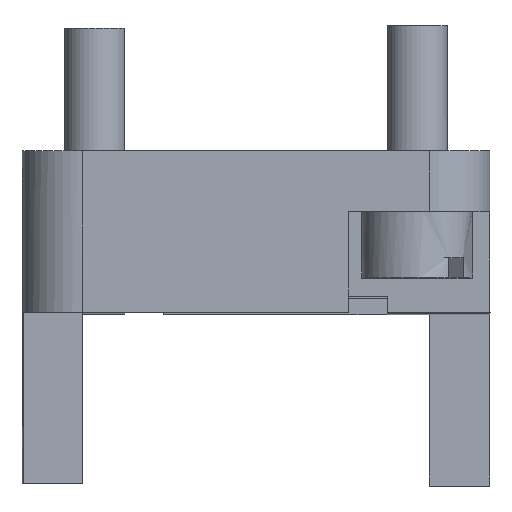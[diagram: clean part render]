
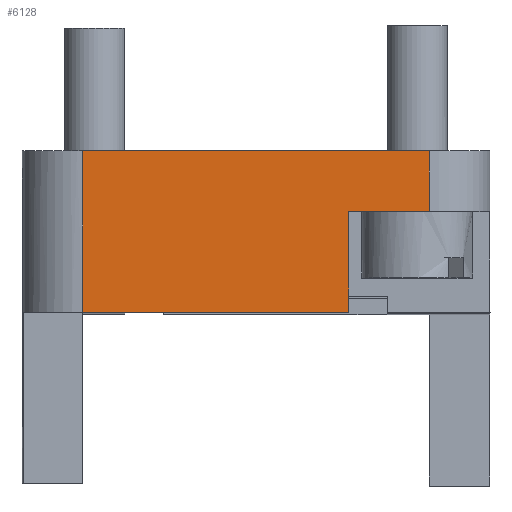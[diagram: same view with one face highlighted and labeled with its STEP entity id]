
A CAD part, top view. The second image highlights one B-rep face of the part: STEP entity #6128.
In plain terms, the highlighted free-form (B-spline) face has degree [1, 1] with [2, 2] control points.
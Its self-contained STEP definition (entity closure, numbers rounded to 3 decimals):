
#5476=CARTESIAN_POINT('V276',(-8.599,0.,
   36.701));
#5477=VERTEX_POINT('V276',#5476);
#5491=CARTESIAN_POINT('V302',(8.601,0.,
   36.701));
#5492=VERTEX_POINT('V302',#5491);
#5493=CARTESIAN_POINT('E439',(-8.599,0.,
   36.701));
#5494=CARTESIAN_POINT('E439',(8.601,0.,
   36.701));
#5495=QUASI_UNIFORM_CURVE('E439',1,(#5493,#5494),.POLYLINE_FORM.,.F.,
   .U.);
#5496=EDGE_CURVE('E439',#5477,#5492,#5495,.T.);
#5719=CARTESIAN_POINT('V275',(-8.599,-8.,
   36.701));
#5720=VERTEX_POINT('V275',#5719);
#5734=CARTESIAN_POINT('E403',(-8.599,0.,
   36.701));
#5735=CARTESIAN_POINT('E403',(-8.599,-8.,
   36.701));
#5736=QUASI_UNIFORM_CURVE('E403',1,(#5734,#5735),.POLYLINE_FORM.,.F.,
   .U.);
#5737=EDGE_CURVE('E403',#5477,#5720,#5736,.T.);
#5748=CARTESIAN_POINT('V297',(4.601,-8.,
   36.701));
#5749=VERTEX_POINT('V297',#5748);
#5755=CARTESIAN_POINT('E440',(4.601,-8.,
   36.701));
#5756=CARTESIAN_POINT('E440',(-8.599,-8.,
   36.701));
#5757=B_SPLINE_CURVE_WITH_KNOTS('E440',1,(#5755,#5756),
   .POLYLINE_FORM.,.F.,.U.,(2,2),(0.233,1.0),
   .UNSPECIFIED.);
#5758=EDGE_CURVE('E440',#5749,#5720,#5757,.T.);
#6080=CARTESIAN_POINT('V299',(8.601,-3.,
   36.701));
#6081=VERTEX_POINT('V299',#6080);
#6097=CARTESIAN_POINT('E437',(8.601,0.,
   36.701));
#6098=CARTESIAN_POINT('E437',(8.601,-3.,
   36.701));
#6099=B_SPLINE_CURVE_WITH_KNOTS('E437',1,(#6097,#6098),
   .POLYLINE_FORM.,.F.,.U.,(2,2),(0.0,0.375),
   .UNSPECIFIED.);
#6100=EDGE_CURVE('E437',#5492,#6081,#6099,.T.);
#6105=CARTESIAN_POINT('F158',(8.601,0.,
   36.701));
#6106=CARTESIAN_POINT('F158',(-8.599,0.,
   36.701));
#6107=CARTESIAN_POINT('F158',(8.601,-8.,
   36.701));
#6108=CARTESIAN_POINT('F158',(-8.599,-8.,
   36.701));
#6109=B_SPLINE_SURFACE_WITH_KNOTS('F158',1,1,((#6105,#6107),(
   #6106,#6108)),.PLANE_SURF.,.F.,.F.,.U.,(2,2),(2,2),(0.0,
   2.15),(0.0,1.0),.UNSPECIFIED.);
#6110=CARTESIAN_POINT('V298',(4.601,-3.,
   36.701));
#6111=VERTEX_POINT('V298',#6110);
#6112=CARTESIAN_POINT('E432',(4.601,-8.,
   36.701));
#6113=CARTESIAN_POINT('E432',(4.601,-3.,
   36.701));
#6114=QUASI_UNIFORM_CURVE('E432',1,(#6112,#6113),.POLYLINE_FORM.,.F.,
   .U.);
#6115=EDGE_CURVE('E432',#5749,#6111,#6114,.T.);
#6116=ORIENTED_EDGE('E432',*,*,#6115,.T.);
#6117=CARTESIAN_POINT('E438',(4.601,-3.,
   36.701));
#6118=CARTESIAN_POINT('E438',(8.601,-3.,
   36.701));
#6119=QUASI_UNIFORM_CURVE('E438',1,(#6117,#6118),.POLYLINE_FORM.,.F.,
   .U.);
#6120=EDGE_CURVE('E438',#6111,#6081,#6119,.T.);
#6121=ORIENTED_EDGE('E438',*,*,#6120,.T.);
#6122=ORIENTED_EDGE('F157',*,*,#6100,.F.);
#6123=ORIENTED_EDGE('E439',*,*,#5496,.F.);
#6124=ORIENTED_EDGE('E403',*,*,#5737,.T.);
#6125=ORIENTED_EDGE('E440',*,*,#5758,.F.);
#6126=EDGE_LOOP('F158',(#6116,#6121,#6122,#6123,#6124,#6125));
#6127=FACE_OUTER_BOUND('F158',#6126,.T.);
#6128=ADVANCED_FACE('F158',(#6127),#6109,.T.);
